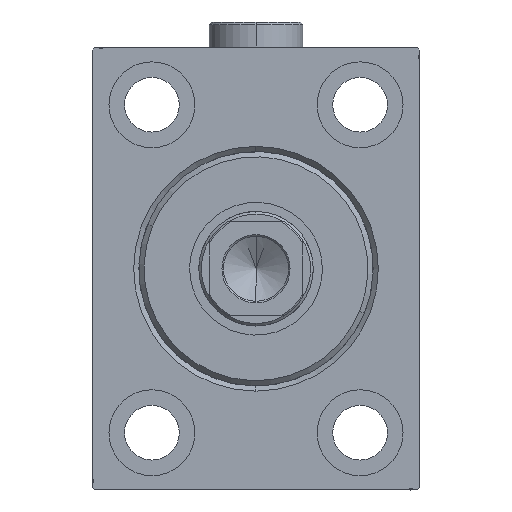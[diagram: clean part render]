
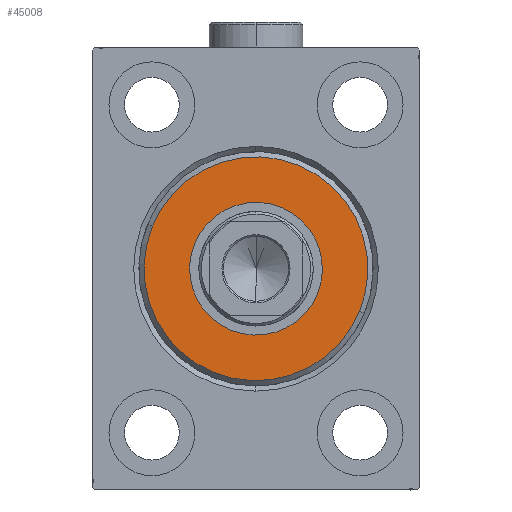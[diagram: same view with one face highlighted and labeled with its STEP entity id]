
A CAD part, left-side view. The second image highlights one B-rep face of the part: STEP entity #45008.
In plain terms, the highlighted face is planar.
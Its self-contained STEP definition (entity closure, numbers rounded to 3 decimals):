
#2912 = PLANE ( 'NONE',  #32074 ) ;
#3249 = VERTEX_POINT ( 'NONE', #16528 ) ;
#4352 = CARTESIAN_POINT ( 'NONE',  ( 3., 0., 0. ) ) ;
#6437 = AXIS2_PLACEMENT_3D ( 'NONE', #39253, #11596, #11822 ) ;
#8718 = DIRECTION ( 'NONE',  ( 0., 0., -1. ) ) ;
#10194 = FACE_OUTER_BOUND ( 'NONE', #17127, .T. ) ;
#10590 = AXIS2_PLACEMENT_3D ( 'NONE', #4352, #25813, #25352 ) ;
#11596 = DIRECTION ( 'NONE',  ( 1., 0., 0. ) ) ;
#11822 = DIRECTION ( 'NONE',  ( 0., 0., -1. ) ) ;
#13490 = EDGE_CURVE ( 'NONE', #32349, #3249, #39802, .T. ) ;
#13501 = AXIS2_PLACEMENT_3D ( 'NONE', #33853, #32946, #8718 ) ;
#13742 = EDGE_CURVE ( 'NONE', #26810, #28140, #31025, .T. ) ;
#15211 = AXIS2_PLACEMENT_3D ( 'NONE', #30228, #23818, #40516 ) ;
#16528 = CARTESIAN_POINT ( 'NONE',  ( 3., 0., 21.5 ) ) ;
#17088 = ORIENTED_EDGE ( 'NONE', *, *, #13490, .T. ) ;
#17127 = EDGE_LOOP ( 'NONE', ( #40709, #17088 ) ) ;
#18153 = CIRCLE ( 'NONE', #15211, 12.75 ) ;
#23818 = DIRECTION ( 'NONE',  ( -1., 0., 0. ) ) ;
#24305 = EDGE_LOOP ( 'NONE', ( #31965, #28916 ) ) ;
#24367 = CARTESIAN_POINT ( 'NONE',  ( 3., 0., 12.75 ) ) ;
#24667 = CIRCLE ( 'NONE', #6437, 21.5 ) ;
#25352 = DIRECTION ( 'NONE',  ( 0., 0., -1. ) ) ;
#25813 = DIRECTION ( 'NONE',  ( -1., 0., 0. ) ) ;
#26810 = VERTEX_POINT ( 'NONE', #29278 ) ;
#28140 = VERTEX_POINT ( 'NONE', #24367 ) ;
#28896 = CARTESIAN_POINT ( 'NONE',  ( 3., 0., -21.5 ) ) ;
#28916 = ORIENTED_EDGE ( 'NONE', *, *, #13742, .T. ) ;
#29278 = CARTESIAN_POINT ( 'NONE',  ( 3., 0., -12.75 ) ) ;
#30228 = CARTESIAN_POINT ( 'NONE',  ( 3., 0., 0. ) ) ;
#31025 = CIRCLE ( 'NONE', #10590, 12.75 ) ;
#31965 = ORIENTED_EDGE ( 'NONE', *, *, #42403, .T. ) ;
#32074 = AXIS2_PLACEMENT_3D ( 'NONE', #34640, #41071, #45158 ) ;
#32349 = VERTEX_POINT ( 'NONE', #28896 ) ;
#32946 = DIRECTION ( 'NONE',  ( 1., 0., 0. ) ) ;
#33853 = CARTESIAN_POINT ( 'NONE',  ( 3., 0., 0. ) ) ;
#34640 = CARTESIAN_POINT ( 'NONE',  ( 3., 0., 0. ) ) ;
#38086 = FACE_BOUND ( 'NONE', #24305, .T. ) ;
#39253 = CARTESIAN_POINT ( 'NONE',  ( 3., 0., 0. ) ) ;
#39802 = CIRCLE ( 'NONE', #13501, 21.5 ) ;
#40516 = DIRECTION ( 'NONE',  ( 0., 0., -1. ) ) ;
#40709 = ORIENTED_EDGE ( 'NONE', *, *, #41045, .T. ) ;
#41045 = EDGE_CURVE ( 'NONE', #3249, #32349, #24667, .T. ) ;
#41071 = DIRECTION ( 'NONE',  ( 1., 0., 0. ) ) ;
#42403 = EDGE_CURVE ( 'NONE', #28140, #26810, #18153, .T. ) ;
#45008 = ADVANCED_FACE ( 'NONE', ( #10194, #38086 ), #2912, .T. ) ;
#45158 = DIRECTION ( 'NONE',  ( 0., 0., -1. ) ) ;
